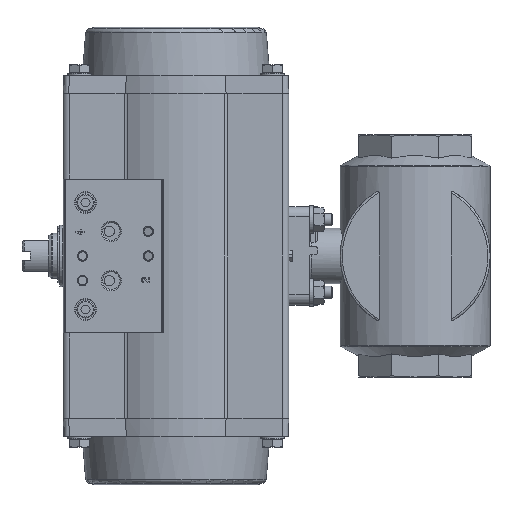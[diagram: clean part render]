
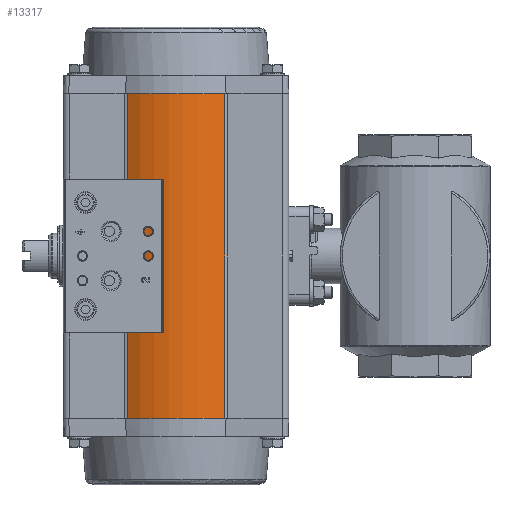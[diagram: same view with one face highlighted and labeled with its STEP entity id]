
A CAD part, left-side view. The second image highlights one B-rep face of the part: STEP entity #13317.
In plain terms, the highlighted cylindrical face has radius 46 mm (diameter 92 mm), a partial arc.
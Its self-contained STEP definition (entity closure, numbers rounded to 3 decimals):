
#1722=LINE('',#22300,#2533);
#1723=LINE('',#22304,#2534);
#2533=VECTOR('',#17385,1000.);
#2534=VECTOR('',#17392,1000.);
#4638=ORIENTED_EDGE('',*,*,#7658,.T.);
#4639=ORIENTED_EDGE('',*,*,#7657,.F.);
#4640=ORIENTED_EDGE('',*,*,#7659,.F.);
#4641=ORIENTED_EDGE('',*,*,#7660,.T.);
#7657=EDGE_CURVE('',#8894,#8862,#1722,.T.);
#7658=EDGE_CURVE('',#8858,#8862,#10121,.T.);
#7659=EDGE_CURVE('',#8889,#8894,#10122,.T.);
#7660=EDGE_CURVE('',#8889,#8858,#1723,.T.);
#8858=VERTEX_POINT('',#21017);
#8862=VERTEX_POINT('',#21025);
#8889=VERTEX_POINT('',#21116);
#8894=VERTEX_POINT('',#21126);
#10121=CIRCLE('',#14636,46.);
#10122=CIRCLE('',#14637,46.);
#10938=EDGE_LOOP('',(#4638,#4639,#4640,#4641));
#12073=FACE_BOUND('',#10938,.T.);
#12849=CYLINDRICAL_SURFACE('',#14635,46.);
#13317=ADVANCED_FACE('',(#12073),#12849,.T.);
#14635=AXIS2_PLACEMENT_3D('',#22301,#17386,#17387);
#14636=AXIS2_PLACEMENT_3D('',#22302,#17388,#17389);
#14637=AXIS2_PLACEMENT_3D('',#22303,#17390,#17391);
#17385=DIRECTION('',(0.,0.,-1.));
#17386=DIRECTION('',(0.,0.,-1.));
#17387=DIRECTION('',(-1.,0.,0.));
#17388=DIRECTION('',(0.,0.,1.));
#17389=DIRECTION('',(1.,0.,0.));
#17390=DIRECTION('',(0.,0.,1.));
#17391=DIRECTION('',(1.,0.,0.));
#17392=DIRECTION('',(0.,0.,-1.));
#21017=CARTESIAN_POINT('',(39.429,-23.694,-79.15));
#21025=CARTESIAN_POINT('',(39.429,23.694,-79.15));
#21116=CARTESIAN_POINT('',(39.429,-23.694,79.15));
#21126=CARTESIAN_POINT('',(39.429,23.694,79.15));
#22300=CARTESIAN_POINT('',(39.429,23.694,79.15));
#22301=CARTESIAN_POINT('',(0.,0.,
79.15));
#22302=CARTESIAN_POINT('',(0.,0.,
-79.15));
#22303=CARTESIAN_POINT('',(0.,0.,
79.15));
#22304=CARTESIAN_POINT('',(39.429,-23.694,79.15));
